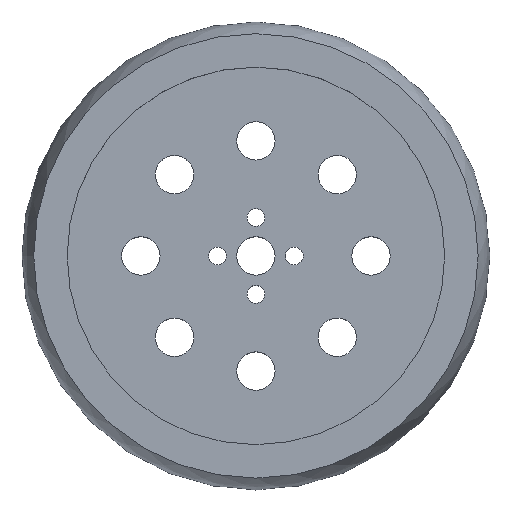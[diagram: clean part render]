
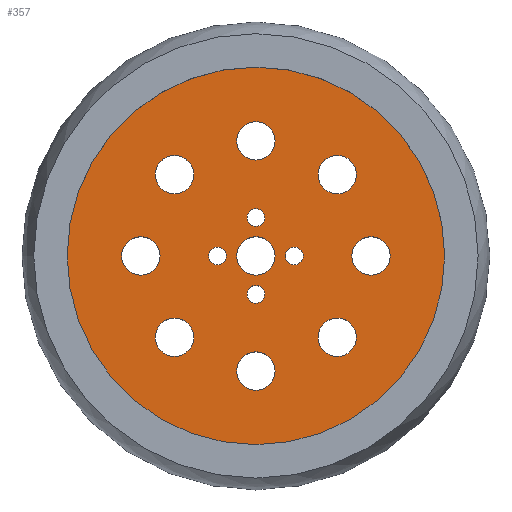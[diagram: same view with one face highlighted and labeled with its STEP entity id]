
A CAD part, top view. The second image highlights one B-rep face of the part: STEP entity #357.
In plain terms, the highlighted planar face has unit normal (0, 0, 1).
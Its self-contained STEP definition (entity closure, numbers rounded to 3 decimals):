
#17=PLANE('',#394);
#34=FACE_BOUND('',#100,.T.);
#35=FACE_BOUND('',#101,.T.);
#36=FACE_BOUND('',#102,.T.);
#37=FACE_BOUND('',#103,.T.);
#38=FACE_BOUND('',#104,.T.);
#39=FACE_BOUND('',#105,.T.);
#40=FACE_BOUND('',#106,.T.);
#41=FACE_BOUND('',#107,.T.);
#42=FACE_BOUND('',#108,.T.);
#43=FACE_BOUND('',#109,.T.);
#44=FACE_BOUND('',#110,.T.);
#45=FACE_BOUND('',#111,.T.);
#46=FACE_BOUND('',#112,.T.);
#65=FACE_OUTER_BOUND('',#99,.T.);
#99=EDGE_LOOP('',(#265));
#100=EDGE_LOOP('',(#266));
#101=EDGE_LOOP('',(#267));
#102=EDGE_LOOP('',(#268));
#103=EDGE_LOOP('',(#269));
#104=EDGE_LOOP('',(#270));
#105=EDGE_LOOP('',(#271));
#106=EDGE_LOOP('',(#272));
#107=EDGE_LOOP('',(#273));
#108=EDGE_LOOP('',(#274));
#109=EDGE_LOOP('',(#275));
#110=EDGE_LOOP('',(#276));
#111=EDGE_LOOP('',(#277));
#112=EDGE_LOOP('',(#278));
#161=CIRCLE('',#395,39.37);
#162=CIRCLE('',#396,4.);
#163=CIRCLE('',#397,1.85);
#164=CIRCLE('',#398,1.85);
#165=CIRCLE('',#399,1.85);
#166=CIRCLE('',#400,1.85);
#167=CIRCLE('',#401,4.);
#168=CIRCLE('',#402,4.);
#169=CIRCLE('',#403,4.);
#170=CIRCLE('',#404,4.);
#171=CIRCLE('',#405,4.);
#172=CIRCLE('',#406,4.);
#173=CIRCLE('',#407,4.);
#174=CIRCLE('',#408,4.);
#195=VERTEX_POINT('',#572);
#196=VERTEX_POINT('',#574);
#197=VERTEX_POINT('',#576);
#198=VERTEX_POINT('',#578);
#199=VERTEX_POINT('',#580);
#200=VERTEX_POINT('',#582);
#201=VERTEX_POINT('',#584);
#202=VERTEX_POINT('',#586);
#203=VERTEX_POINT('',#588);
#204=VERTEX_POINT('',#590);
#205=VERTEX_POINT('',#592);
#206=VERTEX_POINT('',#594);
#207=VERTEX_POINT('',#596);
#208=VERTEX_POINT('',#598);
#229=EDGE_CURVE('',#195,#195,#161,.T.);
#230=EDGE_CURVE('',#196,#196,#162,.T.);
#231=EDGE_CURVE('',#197,#197,#163,.T.);
#232=EDGE_CURVE('',#198,#198,#164,.T.);
#233=EDGE_CURVE('',#199,#199,#165,.T.);
#234=EDGE_CURVE('',#200,#200,#166,.T.);
#235=EDGE_CURVE('',#201,#201,#167,.T.);
#236=EDGE_CURVE('',#202,#202,#168,.T.);
#237=EDGE_CURVE('',#203,#203,#169,.T.);
#238=EDGE_CURVE('',#204,#204,#170,.T.);
#239=EDGE_CURVE('',#205,#205,#171,.T.);
#240=EDGE_CURVE('',#206,#206,#172,.T.);
#241=EDGE_CURVE('',#207,#207,#173,.T.);
#242=EDGE_CURVE('',#208,#208,#174,.T.);
#265=ORIENTED_EDGE('',*,*,#229,.F.);
#266=ORIENTED_EDGE('',*,*,#230,.F.);
#267=ORIENTED_EDGE('',*,*,#231,.F.);
#268=ORIENTED_EDGE('',*,*,#232,.F.);
#269=ORIENTED_EDGE('',*,*,#233,.F.);
#270=ORIENTED_EDGE('',*,*,#234,.F.);
#271=ORIENTED_EDGE('',*,*,#235,.T.);
#272=ORIENTED_EDGE('',*,*,#236,.T.);
#273=ORIENTED_EDGE('',*,*,#237,.T.);
#274=ORIENTED_EDGE('',*,*,#238,.T.);
#275=ORIENTED_EDGE('',*,*,#239,.T.);
#276=ORIENTED_EDGE('',*,*,#240,.T.);
#277=ORIENTED_EDGE('',*,*,#241,.T.);
#278=ORIENTED_EDGE('',*,*,#242,.T.);
#357=ADVANCED_FACE('',(#65,#34,#35,#36,#37,#38,#39,#40,#41,#42,#43,#44,
#45,#46),#17,.T.);
#394=AXIS2_PLACEMENT_3D('',#571,#466,#467);
#395=AXIS2_PLACEMENT_3D('',#573,#468,#469);
#396=AXIS2_PLACEMENT_3D('',#575,#470,#471);
#397=AXIS2_PLACEMENT_3D('',#577,#472,#473);
#398=AXIS2_PLACEMENT_3D('',#579,#474,#475);
#399=AXIS2_PLACEMENT_3D('',#581,#476,#477);
#400=AXIS2_PLACEMENT_3D('',#583,#478,#479);
#401=AXIS2_PLACEMENT_3D('',#585,#480,#481);
#402=AXIS2_PLACEMENT_3D('',#587,#482,#483);
#403=AXIS2_PLACEMENT_3D('',#589,#484,#485);
#404=AXIS2_PLACEMENT_3D('',#591,#486,#487);
#405=AXIS2_PLACEMENT_3D('',#593,#488,#489);
#406=AXIS2_PLACEMENT_3D('',#595,#490,#491);
#407=AXIS2_PLACEMENT_3D('',#597,#492,#493);
#408=AXIS2_PLACEMENT_3D('',#599,#494,#495);
#466=DIRECTION('center_axis',(0.,0.,1.));
#467=DIRECTION('ref_axis',(1.,0.,0.));
#468=DIRECTION('center_axis',(0.,0.,-1.));
#469=DIRECTION('ref_axis',(0.,-1.,0.));
#470=DIRECTION('center_axis',(0.,0.,
1.));
#471=DIRECTION('ref_axis',(1.,0.,0.));
#472=DIRECTION('center_axis',(0.,0.,1.));
#473=DIRECTION('ref_axis',(0.,-1.,0.));
#474=DIRECTION('center_axis',(0.,0.,1.));
#475=DIRECTION('ref_axis',(0.,-1.,0.));
#476=DIRECTION('center_axis',(0.,0.,1.));
#477=DIRECTION('ref_axis',(0.,-1.,0.));
#478=DIRECTION('center_axis',(0.,0.,1.));
#479=DIRECTION('ref_axis',(0.,-1.,0.));
#480=DIRECTION('center_axis',(0.,0.,-1.));
#481=DIRECTION('ref_axis',(-1.,0.,0.));
#482=DIRECTION('center_axis',(0.,0.,
-1.));
#483=DIRECTION('ref_axis',(-0.707,-0.707,0.));
#484=DIRECTION('center_axis',(0.,0.,-1.));
#485=DIRECTION('ref_axis',(0.,-1.,0.));
#486=DIRECTION('center_axis',(0.,0.,
-1.));
#487=DIRECTION('ref_axis',(0.707,-0.707,0.));
#488=DIRECTION('center_axis',(0.,0.,-1.));
#489=DIRECTION('ref_axis',(1.,0.,0.));
#490=DIRECTION('center_axis',(0.,0.,
-1.));
#491=DIRECTION('ref_axis',(0.707,0.707,0.));
#492=DIRECTION('center_axis',(0.,0.,-1.));
#493=DIRECTION('ref_axis',(0.,1.,0.));
#494=DIRECTION('center_axis',(0.,0.,
-1.));
#495=DIRECTION('ref_axis',(-0.707,0.707,0.));
#571=CARTESIAN_POINT('Origin',(0.,0.,3.175));
#572=CARTESIAN_POINT('',(0.,39.37,3.175));
#573=CARTESIAN_POINT('Origin',(0.,0.,3.175));
#574=CARTESIAN_POINT('',(4.,0.,3.175));
#575=CARTESIAN_POINT('Origin',(0.,0.,3.175));
#576=CARTESIAN_POINT('',(8.,-1.85,3.175));
#577=CARTESIAN_POINT('Origin',(8.,0.,3.175));
#578=CARTESIAN_POINT('',(0.,-9.85,3.175));
#579=CARTESIAN_POINT('Origin',(0.,-8.,3.175));
#580=CARTESIAN_POINT('',(-8.,-1.85,3.175));
#581=CARTESIAN_POINT('Origin',(-8.,0.,3.175));
#582=CARTESIAN_POINT('',(0.,6.15,3.175));
#583=CARTESIAN_POINT('Origin',(0.,8.,3.175));
#584=CARTESIAN_POINT('',(4.,-24.,3.175));
#585=CARTESIAN_POINT('Origin',(0.,-24.,3.175));
#586=CARTESIAN_POINT('',(19.799,-14.142,3.175));
#587=CARTESIAN_POINT('Origin',(16.971,-16.971,3.175));
#588=CARTESIAN_POINT('',(24.,4.,3.175));
#589=CARTESIAN_POINT('Origin',(24.,0.,3.175));
#590=CARTESIAN_POINT('',(14.142,19.799,3.175));
#591=CARTESIAN_POINT('Origin',(16.971,16.971,3.175));
#592=CARTESIAN_POINT('',(-4.,24.,3.175));
#593=CARTESIAN_POINT('Origin',(0.,24.,3.175));
#594=CARTESIAN_POINT('',(-19.799,14.142,3.175));
#595=CARTESIAN_POINT('Origin',(-16.971,16.971,3.175));
#596=CARTESIAN_POINT('',(-24.,-4.,3.175));
#597=CARTESIAN_POINT('Origin',(-24.,0.,3.175));
#598=CARTESIAN_POINT('',(-14.142,-19.799,3.175));
#599=CARTESIAN_POINT('Origin',(-16.971,-16.971,3.175));
